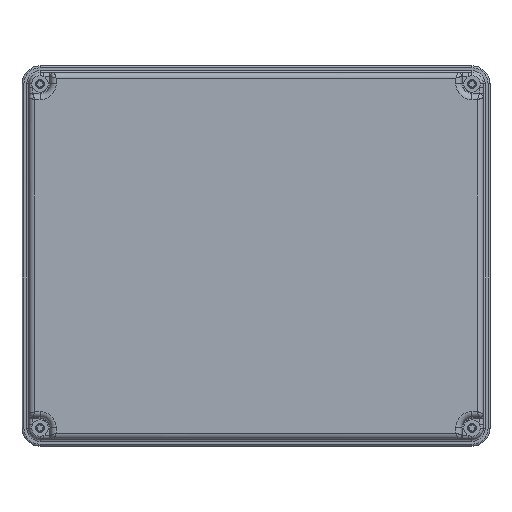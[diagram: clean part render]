
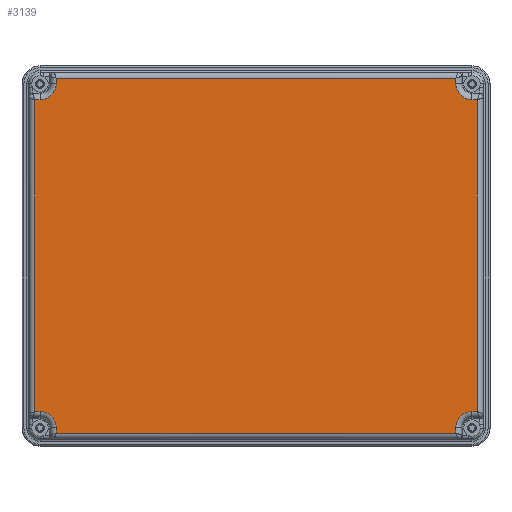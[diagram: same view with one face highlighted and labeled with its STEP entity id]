
A CAD part, top view. The second image highlights one B-rep face of the part: STEP entity #3139.
In plain terms, the highlighted planar face has unit normal (0, 0, 1).
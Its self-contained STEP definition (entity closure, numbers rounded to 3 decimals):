
#652 = DIRECTION ( 'NONE',  ( -1., 0., 0. ) ) ;
#746 = ORIENTED_EDGE ( 'NONE', *, *, #2735, .T. ) ;
#925 = CARTESIAN_POINT ( 'NONE',  ( 110.75, -88.25, 163.5 ) ) ;
#1892 = CARTESIAN_POINT ( 'NONE',  ( 113.5, 81., 163.5 ) ) ;
#2735 = EDGE_CURVE ( 'NONE', #31309, #25405, #29784, .T. ) ;
#3139 = ADVANCED_FACE ( 'NONE', ( #71671 ), #19936, .F. ) ;
#3634 = CARTESIAN_POINT ( 'NONE',  ( 110.75, 88.25, 163.5 ) ) ;
#4044 = DIRECTION ( 'NONE',  ( 0., 0., -1. ) ) ;
#4511 = CIRCLE ( 'NONE', #15228, 8.25 ) ;
#4715 = CARTESIAN_POINT ( 'NONE',  ( 103.5, -91., 163.5 ) ) ;
#7009 = VERTEX_POINT ( 'NONE', #76972 ) ;
#7095 = VERTEX_POINT ( 'NONE', #12226 ) ;
#7933 = CARTESIAN_POINT ( 'NONE',  ( -102.5, -92., 163.5 ) ) ;
#8429 = ORIENTED_EDGE ( 'NONE', *, *, #22915, .T. ) ;
#8566 = CARTESIAN_POINT ( 'NONE',  ( -103.5, 91., 163.5 ) ) ;
#8632 = DIRECTION ( 'NONE',  ( 0., 0., -1. ) ) ;
#8829 = VECTOR ( 'NONE', #33592, 1000. ) ;
#9541 = VECTOR ( 'NONE', #65366, 1000. ) ;
#9840 = DIRECTION ( 'NONE',  ( 0., 1., 0. ) ) ;
#10189 = DIRECTION ( 'NONE',  ( 1., 0., 0. ) ) ;
#11920 = VERTEX_POINT ( 'NONE', #18852 ) ;
#12226 = CARTESIAN_POINT ( 'NONE',  ( 102.5, -91., 163.5 ) ) ;
#12274 = LINE ( 'NONE', #25741, #44491 ) ;
#12493 = CARTESIAN_POINT ( 'NONE',  ( 102.5, 91., 163.5 ) ) ;
#12522 = EDGE_CURVE ( 'NONE', #72415, #11920, #73349, .T. ) ;
#12635 = ORIENTED_EDGE ( 'NONE', *, *, #18675, .T. ) ;
#12718 = VECTOR ( 'NONE', #60721, 1000. ) ;
#12854 = VERTEX_POINT ( 'NONE', #49550 ) ;
#14351 = EDGE_CURVE ( 'NONE', #11920, #83162, #15417, .T. ) ;
#14472 = LINE ( 'NONE', #1892, #53982 ) ;
#14855 = CARTESIAN_POINT ( 'NONE',  ( -102.5, -91., 163.5 ) ) ;
#14868 = LINE ( 'NONE', #8566, #21620 ) ;
#15228 = AXIS2_PLACEMENT_3D ( 'NONE', #66682, #4044, #48174 ) ;
#15417 = LINE ( 'NONE', #61653, #79531 ) ;
#15792 = CARTESIAN_POINT ( 'NONE',  ( -113.5, 80., 163.5 ) ) ;
#15833 = DIRECTION ( 'NONE',  ( 0., 1., 0. ) ) ;
#16153 = CARTESIAN_POINT ( 'NONE',  ( -102.5, -88.25, 163.5 ) ) ;
#16340 = VERTEX_POINT ( 'NONE', #32938 ) ;
#17558 = ORIENTED_EDGE ( 'NONE', *, *, #55626, .T. ) ;
#18607 = CARTESIAN_POINT ( 'NONE',  ( 113.5, -80., 163.5 ) ) ;
#18675 = EDGE_CURVE ( 'NONE', #64004, #7009, #52259, .T. ) ;
#18852 = CARTESIAN_POINT ( 'NONE',  ( -113.5, -80., 163.5 ) ) ;
#18863 = ORIENTED_EDGE ( 'NONE', *, *, #28001, .T. ) ;
#19936 = PLANE ( 'NONE',  #43271 ) ;
#20373 = DIRECTION ( 'NONE',  ( 0., 0., -1. ) ) ;
#20406 = ORIENTED_EDGE ( 'NONE', *, *, #12522, .T. ) ;
#20416 = CARTESIAN_POINT ( 'NONE',  ( 110.75, 80., 163.5 ) ) ;
#21620 = VECTOR ( 'NONE', #54371, 1000. ) ;
#21910 = LINE ( 'NONE', #42054, #77618 ) ;
#22212 = VERTEX_POINT ( 'NONE', #18607 ) ;
#22587 = LINE ( 'NONE', #54124, #77606 ) ;
#22799 = EDGE_CURVE ( 'NONE', #62711, #76834, #25052, .T. ) ;
#22915 = EDGE_CURVE ( 'NONE', #22212, #62711, #14472, .T. ) ;
#23290 = VERTEX_POINT ( 'NONE', #51409 ) ;
#25052 = LINE ( 'NONE', #20416, #40469 ) ;
#25149 = EDGE_CURVE ( 'NONE', #23290, #70444, #22587, .T. ) ;
#25405 = VERTEX_POINT ( 'NONE', #57421 ) ;
#25741 = CARTESIAN_POINT ( 'NONE',  ( -110.75, -80., 163.5 ) ) ;
#26069 = LINE ( 'NONE', #7933, #8829 ) ;
#28001 = EDGE_CURVE ( 'NONE', #7009, #22212, #12274, .T. ) ;
#28992 = EDGE_CURVE ( 'NONE', #7095, #64004, #21910, .T. ) ;
#29222 = CARTESIAN_POINT ( 'NONE',  ( -110.75, 88.25, 163.5 ) ) ;
#29410 = EDGE_CURVE ( 'NONE', #16340, #56672, #26069, .T. ) ;
#29610 = ORIENTED_EDGE ( 'NONE', *, *, #58004, .T. ) ;
#29784 = CIRCLE ( 'NONE', #82132, 8.25 ) ;
#31309 = VERTEX_POINT ( 'NONE', #46245 ) ;
#32938 = CARTESIAN_POINT ( 'NONE',  ( -102.5, -88.25, 163.5 ) ) ;
#32957 = CARTESIAN_POINT ( 'NONE',  ( -110.75, -88.25, 163.5 ) ) ;
#33592 = DIRECTION ( 'NONE',  ( 0., -1., 0. ) ) ;
#35816 = LINE ( 'NONE', #4715, #52165 ) ;
#36104 = EDGE_CURVE ( 'NONE', #12854, #31309, #73772, .T. ) ;
#37335 = ORIENTED_EDGE ( 'NONE', *, *, #39287, .T. ) ;
#37373 = ORIENTED_EDGE ( 'NONE', *, *, #22799, .T. ) ;
#38141 = CARTESIAN_POINT ( 'NONE',  ( -110.75, -80., 163.5 ) ) ;
#39287 = EDGE_CURVE ( 'NONE', #83162, #16340, #4511, .T. ) ;
#40469 = VECTOR ( 'NONE', #652, 1000. ) ;
#41553 = AXIS2_PLACEMENT_3D ( 'NONE', #3634, #48208, #54112 ) ;
#42054 = CARTESIAN_POINT ( 'NONE',  ( 102.5, -88.25, 163.5 ) ) ;
#42699 = CARTESIAN_POINT ( 'NONE',  ( 102.5, -88.25, 163.5 ) ) ;
#43271 = AXIS2_PLACEMENT_3D ( 'NONE', #32957, #20373, #76706 ) ;
#44207 = DIRECTION ( 'NONE',  ( 1., 0., 0. ) ) ;
#44491 = VECTOR ( 'NONE', #44207, 1000. ) ;
#46245 = CARTESIAN_POINT ( 'NONE',  ( -102.5, 88.25, 163.5 ) ) ;
#48167 = ORIENTED_EDGE ( 'NONE', *, *, #75689, .T. ) ;
#48174 = DIRECTION ( 'NONE',  ( 1., 0., 0. ) ) ;
#48208 = DIRECTION ( 'NONE',  ( 0., 0., -1. ) ) ;
#49404 = ORIENTED_EDGE ( 'NONE', *, *, #36104, .T. ) ;
#49550 = CARTESIAN_POINT ( 'NONE',  ( -102.5, 91., 163.5 ) ) ;
#51409 = CARTESIAN_POINT ( 'NONE',  ( 102.5, 88.25, 163.5 ) ) ;
#52165 = VECTOR ( 'NONE', #10189, 1000. ) ;
#52259 = CIRCLE ( 'NONE', #63001, 8.25 ) ;
#53982 = VECTOR ( 'NONE', #9840, 1000. ) ;
#54036 = DIRECTION ( 'NONE',  ( 1., 0., 0. ) ) ;
#54112 = DIRECTION ( 'NONE',  ( 1., 0., 0. ) ) ;
#54124 = CARTESIAN_POINT ( 'NONE',  ( 102.5, 92., 163.5 ) ) ;
#54371 = DIRECTION ( 'NONE',  ( -1., 0., 0. ) ) ;
#55626 = EDGE_CURVE ( 'NONE', #25405, #72415, #57982, .T. ) ;
#56672 = VERTEX_POINT ( 'NONE', #14855 ) ;
#57421 = CARTESIAN_POINT ( 'NONE',  ( -110.75, 80., 163.5 ) ) ;
#57982 = LINE ( 'NONE', #65117, #65603 ) ;
#58004 = EDGE_CURVE ( 'NONE', #70444, #12854, #14868, .T. ) ;
#60721 = DIRECTION ( 'NONE',  ( 0., -1., 0. ) ) ;
#61653 = CARTESIAN_POINT ( 'NONE',  ( -110.75, -80., 163.5 ) ) ;
#62711 = VERTEX_POINT ( 'NONE', #71383 ) ;
#63001 = AXIS2_PLACEMENT_3D ( 'NONE', #925, #64847, #77878 ) ;
#64004 = VERTEX_POINT ( 'NONE', #42699 ) ;
#64847 = DIRECTION ( 'NONE',  ( 0., 0., -1. ) ) ;
#65117 = CARTESIAN_POINT ( 'NONE',  ( -110.75, 80., 163.5 ) ) ;
#65366 = DIRECTION ( 'NONE',  ( 0., -1., 0. ) ) ;
#65603 = VECTOR ( 'NONE', #70610, 1000. ) ;
#65862 = ORIENTED_EDGE ( 'NONE', *, *, #28992, .T. ) ;
#65910 = CARTESIAN_POINT ( 'NONE',  ( 110.75, 80., 163.5 ) ) ;
#66682 = CARTESIAN_POINT ( 'NONE',  ( -110.75, -88.25, 163.5 ) ) ;
#66838 = EDGE_LOOP ( 'NONE', ( #49404, #746, #17558, #20406, #79176, #37335, #77546, #82376, #65862, #12635, #18863, #8429, #37373, #48167, #76975, #29610 ) ) ;
#67018 = CARTESIAN_POINT ( 'NONE',  ( -113.5, -81., 163.5 ) ) ;
#67141 = DIRECTION ( 'NONE',  ( 1., 0., 0. ) ) ;
#69412 = EDGE_CURVE ( 'NONE', #56672, #7095, #35816, .T. ) ;
#70444 = VERTEX_POINT ( 'NONE', #12493 ) ;
#70610 = DIRECTION ( 'NONE',  ( -1., 0., 0. ) ) ;
#71383 = CARTESIAN_POINT ( 'NONE',  ( 113.5, 80., 163.5 ) ) ;
#71671 = FACE_OUTER_BOUND ( 'NONE', #66838, .T. ) ;
#72415 = VERTEX_POINT ( 'NONE', #15792 ) ;
#73349 = LINE ( 'NONE', #67018, #12718 ) ;
#73772 = LINE ( 'NONE', #16153, #9541 ) ;
#74455 = DIRECTION ( 'NONE',  ( 0., 1., 0. ) ) ;
#75689 = EDGE_CURVE ( 'NONE', #76834, #23290, #77846, .T. ) ;
#76706 = DIRECTION ( 'NONE',  ( 0., -1., 0. ) ) ;
#76834 = VERTEX_POINT ( 'NONE', #65910 ) ;
#76972 = CARTESIAN_POINT ( 'NONE',  ( 110.75, -80., 163.5 ) ) ;
#76975 = ORIENTED_EDGE ( 'NONE', *, *, #25149, .T. ) ;
#77546 = ORIENTED_EDGE ( 'NONE', *, *, #29410, .T. ) ;
#77606 = VECTOR ( 'NONE', #15833, 1000. ) ;
#77618 = VECTOR ( 'NONE', #74455, 1000. ) ;
#77846 = CIRCLE ( 'NONE', #41553, 8.25 ) ;
#77878 = DIRECTION ( 'NONE',  ( 1., 0., 0. ) ) ;
#79176 = ORIENTED_EDGE ( 'NONE', *, *, #14351, .T. ) ;
#79531 = VECTOR ( 'NONE', #67141, 1000. ) ;
#82132 = AXIS2_PLACEMENT_3D ( 'NONE', #29222, #8632, #54036 ) ;
#82376 = ORIENTED_EDGE ( 'NONE', *, *, #69412, .T. ) ;
#83162 = VERTEX_POINT ( 'NONE', #38141 ) ;
